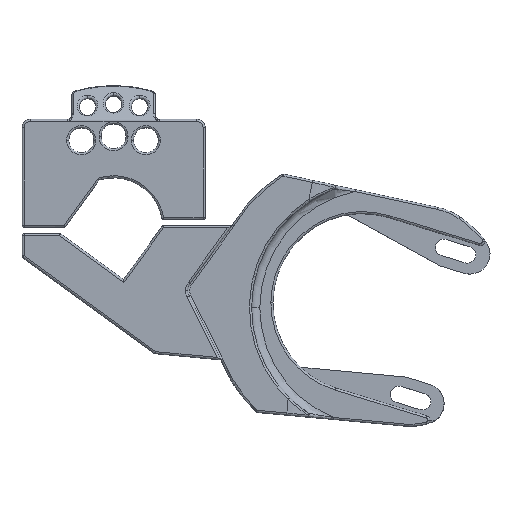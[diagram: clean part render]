
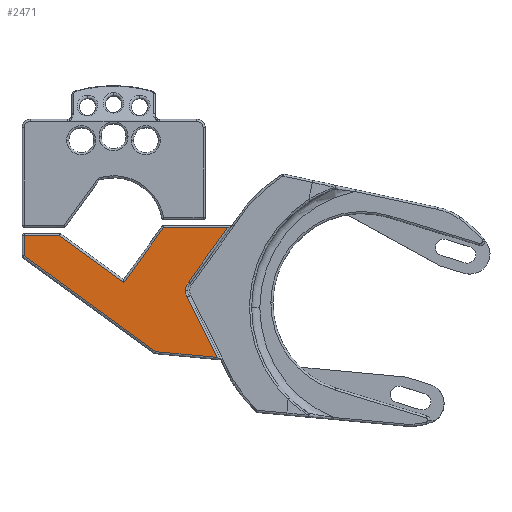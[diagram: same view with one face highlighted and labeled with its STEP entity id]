
A CAD part, top view. The second image highlights one B-rep face of the part: STEP entity #2471.
In plain terms, the highlighted planar face has unit normal (0, 0, 1).
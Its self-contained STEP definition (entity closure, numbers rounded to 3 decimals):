
#7 = DIRECTION ( 'NONE',  ( -0.809, 0.588, 0. ) ) ;
#94 = VERTEX_POINT ( 'NONE', #8165 ) ;
#427 = VECTOR ( 'NONE', #6256, 1000. ) ;
#433 = VERTEX_POINT ( 'NONE', #3203 ) ;
#687 = LINE ( 'NONE', #3860, #427 ) ;
#842 = VERTEX_POINT ( 'NONE', #3999 ) ;
#887 = DIRECTION ( 'NONE',  ( -0.588, -0.809, 0. ) ) ;
#933 = CARTESIAN_POINT ( 'NONE',  ( -21.56, 52.451, 13. ) ) ;
#1129 = DIRECTION ( 'NONE',  ( 0., 0., 1. ) ) ;
#1161 = LINE ( 'NONE', #8648, #1686 ) ;
#1199 = VERTEX_POINT ( 'NONE', #5523 ) ;
#1207 = LINE ( 'NONE', #9869, #9475 ) ;
#1235 = AXIS2_PLACEMENT_3D ( 'NONE', #6287, #2327, #7884 ) ;
#1506 = PLANE ( 'NONE',  #1235 ) ;
#1599 = AXIS2_PLACEMENT_3D ( 'NONE', #5934, #1129, #6740 ) ;
#1676 = VECTOR ( 'NONE', #2660, 1000. ) ;
#1686 = VECTOR ( 'NONE', #3871, 1000. ) ;
#2327 = DIRECTION ( 'NONE',  ( 0., 0., 1. ) ) ;
#2471 = ADVANCED_FACE ( 'NONE', ( #8605 ), #1506, .T. ) ;
#2495 = CARTESIAN_POINT ( 'NONE',  ( -21.766, 52.601, 13. ) ) ;
#2660 = DIRECTION ( 'NONE',  ( -0.996, 0.092, 0. ) ) ;
#2692 = VERTEX_POINT ( 'NONE', #933 ) ;
#2770 = CARTESIAN_POINT ( 'NONE',  ( 17.997, 46.16, 13. ) ) ;
#3080 = LINE ( 'NONE', #6512, #7310 ) ;
#3171 = VERTEX_POINT ( 'NONE', #6481 ) ;
#3180 = DIRECTION ( 'NONE',  ( 0.588, 0.809, 0. ) ) ;
#3203 = CARTESIAN_POINT ( 'NONE',  ( 27.492, 59.237, 13. ) ) ;
#3430 = ORIENTED_EDGE ( 'NONE', *, *, #8270, .F. ) ;
#3454 = LINE ( 'NONE', #10169, #7454 ) ;
#3457 = EDGE_CURVE ( 'NONE', #2692, #6674, #3454, .T. ) ;
#3493 = CARTESIAN_POINT ( 'NONE',  ( 10.024, 29.417, 13. ) ) ;
#3632 = ORIENTED_EDGE ( 'NONE', *, *, #7730, .F. ) ;
#3858 = ORIENTED_EDGE ( 'NONE', *, *, #8851, .F. ) ;
#3860 = CARTESIAN_POINT ( 'NONE',  ( 2.096, 46.388, 13. ) ) ;
#3869 = VERTEX_POINT ( 'NONE', #4085 ) ;
#3871 = DIRECTION ( 'NONE',  ( 0.45, -0.893, 0. ) ) ;
#3999 = CARTESIAN_POINT ( 'NONE',  ( 17.329, 44.104, 13. ) ) ;
#4015 = EDGE_CURVE ( 'NONE', #6674, #94, #1207, .T. ) ;
#4046 = VECTOR ( 'NONE', #7, 1000. ) ;
#4085 = CARTESIAN_POINT ( 'NONE',  ( 12.049, 59.237, 13. ) ) ;
#4113 = ORIENTED_EDGE ( 'NONE', *, *, #7200, .F. ) ;
#4180 = ORIENTED_EDGE ( 'NONE', *, *, #6677, .F. ) ;
#4285 = DIRECTION ( 'NONE',  ( 1., 0., 0. ) ) ;
#4330 = CARTESIAN_POINT ( 'NONE',  ( 20.829, 44.104, 13. ) ) ;
#4458 = ORIENTED_EDGE ( 'NONE', *, *, #4537, .F. ) ;
#4499 = ORIENTED_EDGE ( 'NONE', *, *, #5086, .F. ) ;
#4507 = ORIENTED_EDGE ( 'NONE', *, *, #5608, .F. ) ;
#4537 = EDGE_CURVE ( 'NONE', #94, #4633, #687, .T. ) ;
#4587 = ORIENTED_EDGE ( 'NONE', *, *, #6138, .F. ) ;
#4633 = VERTEX_POINT ( 'NONE', #9581 ) ;
#4671 = CARTESIAN_POINT ( 'NONE',  ( 28.473, 59.237, 13. ) ) ;
#4710 = LINE ( 'NONE', #4671, #6580 ) ;
#5086 = EDGE_CURVE ( 'NONE', #4633, #3869, #8715, .T. ) ;
#5144 = ORIENTED_EDGE ( 'NONE', *, *, #4015, .F. ) ;
#5156 = DIRECTION ( 'NONE',  ( -1., 0., 0. ) ) ;
#5239 = VECTOR ( 'NONE', #3180, 1000. ) ;
#5523 = CARTESIAN_POINT ( 'NONE',  ( 10.161, 29.405, 13. ) ) ;
#5608 = EDGE_CURVE ( 'NONE', #3869, #433, #4710, .T. ) ;
#5697 = AXIS2_PLACEMENT_3D ( 'NONE', #4330, #9919, #5156 ) ;
#5909 = CARTESIAN_POINT ( 'NONE',  ( -21.56, 57.343, 13. ) ) ;
#5934 = CARTESIAN_POINT ( 'NONE',  ( 20.829, 44.104, 13. ) ) ;
#6138 = EDGE_CURVE ( 'NONE', #433, #7781, #3080, .T. ) ;
#6256 = DIRECTION ( 'NONE',  ( 0.809, -0.588, 0. ) ) ;
#6287 = CARTESIAN_POINT ( 'NONE',  ( 20.829, 44.104, 13. ) ) ;
#6392 = CIRCLE ( 'NONE', #1599, 3.5 ) ;
#6481 = CARTESIAN_POINT ( 'NONE',  ( 25.009, 28.026, 13. ) ) ;
#6512 = CARTESIAN_POINT ( 'NONE',  ( 17.997, 46.16, 13. ) ) ;
#6580 = VECTOR ( 'NONE', #10245, 1000. ) ;
#6674 = VERTEX_POINT ( 'NONE', #5909 ) ;
#6677 = EDGE_CURVE ( 'NONE', #842, #6821, #8926, .T. ) ;
#6740 = DIRECTION ( 'NONE',  ( -1., 0., 0. ) ) ;
#6821 = VERTEX_POINT ( 'NONE', #7813 ) ;
#7200 = EDGE_CURVE ( 'NONE', #6821, #3171, #1161, .T. ) ;
#7310 = VECTOR ( 'NONE', #887, 1000. ) ;
#7454 = VECTOR ( 'NONE', #8572, 1000. ) ;
#7730 = EDGE_CURVE ( 'NONE', #3171, #1199, #9916, .T. ) ;
#7781 = VERTEX_POINT ( 'NONE', #2770 ) ;
#7813 = CARTESIAN_POINT ( 'NONE',  ( 17.703, 42.529, 13. ) ) ;
#7884 = DIRECTION ( 'NONE',  ( -1., 0., 0. ) ) ;
#8165 = CARTESIAN_POINT ( 'NONE',  ( -12.982, 57.343, 13. ) ) ;
#8270 = EDGE_CURVE ( 'NONE', #1199, #2692, #8536, .T. ) ;
#8536 = LINE ( 'NONE', #2495, #4046 ) ;
#8572 = DIRECTION ( 'NONE',  ( 0., 1., 0. ) ) ;
#8605 = FACE_OUTER_BOUND ( 'NONE', #9733, .T. ) ;
#8648 = CARTESIAN_POINT ( 'NONE',  ( 25.415, 27.22, 13. ) ) ;
#8715 = LINE ( 'NONE', #8762, #5239 ) ;
#8762 = CARTESIAN_POINT ( 'NONE',  ( 12.199, 59.443, 13. ) ) ;
#8851 = EDGE_CURVE ( 'NONE', #7781, #842, #6392, .T. ) ;
#8926 = CIRCLE ( 'NONE', #5697, 3.5 ) ;
#9475 = VECTOR ( 'NONE', #4285, 1000. ) ;
#9581 = CARTESIAN_POINT ( 'NONE',  ( 2.501, 46.094, 13. ) ) ;
#9733 = EDGE_LOOP ( 'NONE', ( #3430, #3632, #4113, #4180, #3858, #4587, #4507, #4499, #4458, #5144, #9920 ) ) ;
#9869 = CARTESIAN_POINT ( 'NONE',  ( -12.819, 57.343, 13. ) ) ;
#9916 = LINE ( 'NONE', #3493, #1676 ) ;
#9919 = DIRECTION ( 'NONE',  ( 0., 0., 1. ) ) ;
#9920 = ORIENTED_EDGE ( 'NONE', *, *, #3457, .F. ) ;
#10169 = CARTESIAN_POINT ( 'NONE',  ( -21.56, 44.104, 13. ) ) ;
#10245 = DIRECTION ( 'NONE',  ( 1., 0., 0. ) ) ;
